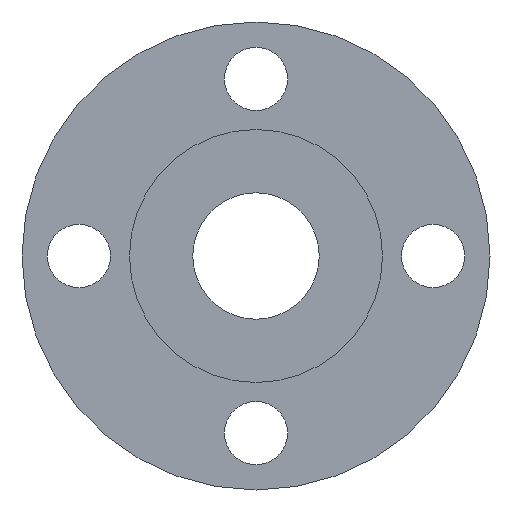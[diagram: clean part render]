
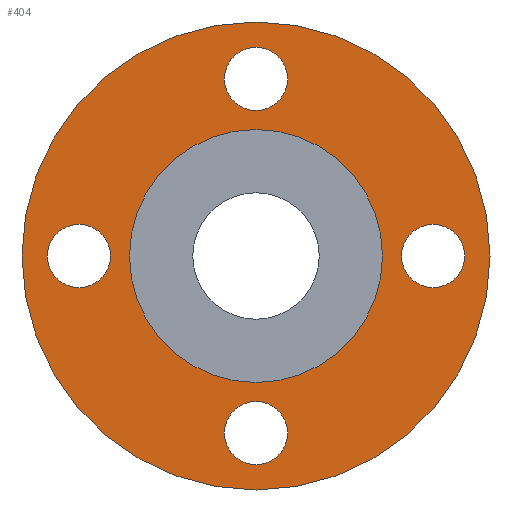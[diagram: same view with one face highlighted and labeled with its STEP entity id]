
A CAD part, front view. The second image highlights one B-rep face of the part: STEP entity #404.
In plain terms, the highlighted planar face has unit normal (0, -1, 0).
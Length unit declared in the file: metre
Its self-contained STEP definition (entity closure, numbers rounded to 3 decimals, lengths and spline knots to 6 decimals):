
#20 = CARTESIAN_POINT('NONE', (0.058738, 0, -0));
#21 = VERTEX_POINT('NONE', #20);
#24 = CARTESIAN_POINT('NONE', (0.052388, 0, 0.));
#25 = VERTEX_POINT('NONE', #24);
#28 = CARTESIAN_POINT('NONE', (0.007938, 0, -0.04445));
#29 = VERTEX_POINT('NONE', #28);
#32 = CARTESIAN_POINT('NONE', (-0.036512, 0, 0.));
#33 = VERTEX_POINT('NONE', #32);
#36 = CARTESIAN_POINT('NONE', (0.007938, 0, 0.04445));
#37 = VERTEX_POINT('NONE', #36);
#40 = CARTESIAN_POINT('NONE', (0.015875, 0, 0.));
#41 = VERTEX_POINT('NONE', #40);
#100 = DIRECTION('NONE', (1, 0, -0));
#101 = DIRECTION('NONE', (0, 1, 0));
#102 = CARTESIAN_POINT('NONE', (-0, 0, 0));
#103 = AXIS2_PLACEMENT_3D('NONE', #102, #101, #100);
#104 = CIRCLE('NONE', #103, 0.058738);
#114 = DIRECTION('NONE', (1, 0, 0.));
#115 = DIRECTION('NONE', (0, -1, 0));
#116 = CARTESIAN_POINT('NONE', (0.04445, -0, 0.));
#117 = AXIS2_PLACEMENT_3D('NONE', #116, #115, #114);
#118 = CIRCLE('NONE', #117, 0.007938);
#128 = DIRECTION('NONE', (1, 0, -0));
#129 = DIRECTION('NONE', (0, -1, 0));
#130 = CARTESIAN_POINT('NONE', (0., -0, -0.04445));
#131 = AXIS2_PLACEMENT_3D('NONE', #130, #129, #128);
#132 = CIRCLE('NONE', #131, 0.007937);
#142 = DIRECTION('NONE', (1, 0, 0.));
#143 = DIRECTION('NONE', (0, -1, 0));
#144 = CARTESIAN_POINT('NONE', (-0.04445, -0, -0));
#145 = AXIS2_PLACEMENT_3D('NONE', #144, #143, #142);
#146 = CIRCLE('NONE', #145, 0.007938);
#156 = DIRECTION('NONE', (1, 0, -0));
#157 = DIRECTION('NONE', (0, -1, 0));
#158 = CARTESIAN_POINT('NONE', (0., -0, 0.04445));
#159 = AXIS2_PLACEMENT_3D('NONE', #158, #157, #156);
#160 = CIRCLE('NONE', #159, 0.007938);
#170 = DIRECTION('NONE', (1, 0, 0.));
#171 = DIRECTION('NONE', (0, -1, 0));
#172 = CARTESIAN_POINT('NONE', (0, -0, -0));
#173 = AXIS2_PLACEMENT_3D('NONE', #172, #171, #170);
#174 = CIRCLE('NONE', #173, 0.015875);
#196 = EDGE_CURVE('NONE', #21, #21, #104, .T.);
#199 = EDGE_CURVE('NONE', #25, #25, #118, .T.);
#202 = EDGE_CURVE('NONE', #29, #29, #132, .T.);
#205 = EDGE_CURVE('NONE', #33, #33, #146, .T.);
#208 = EDGE_CURVE('NONE', #37, #37, #160, .T.);
#211 = EDGE_CURVE('NONE', #41, #41, #174, .T.);
#280 = CARTESIAN_POINT('NONE', (0, 0, -0));
#281 = DIRECTION('NONE', (0, 1, 0));
#282 = AXIS2_PLACEMENT_3D('NONE', #280, #281, $);
#283 = PLANE('NONE', #282);
#386 = ORIENTED_EDGE('NONE', *, *, #196, .F.);
#387 = ORIENTED_EDGE('NONE', *, *, #199, .F.);
#388 = ORIENTED_EDGE('NONE', *, *, #202, .F.);
#389 = ORIENTED_EDGE('NONE', *, *, #205, .F.);
#390 = ORIENTED_EDGE('NONE', *, *, #208, .F.);
#391 = ORIENTED_EDGE('NONE', *, *, #211, .F.);
#392 = EDGE_LOOP('NONE', (#386));
#393 = FACE_BOUND('NONE', #392, .T.);
#394 = EDGE_LOOP('NONE', (#387));
#395 = FACE_BOUND('NONE', #394, .T.);
#396 = EDGE_LOOP('NONE', (#388));
#397 = FACE_BOUND('NONE', #396, .T.);
#398 = EDGE_LOOP('NONE', (#389));
#399 = FACE_BOUND('NONE', #398, .T.);
#400 = EDGE_LOOP('NONE', (#390));
#401 = FACE_BOUND('NONE', #400, .T.);
#402 = EDGE_LOOP('NONE', (#391));
#403 = FACE_BOUND('NONE', #402, .T.);
#404 = ADVANCED_FACE('NONE', (#393, #395, #397, #399, #401, #403), #283, .F.);
